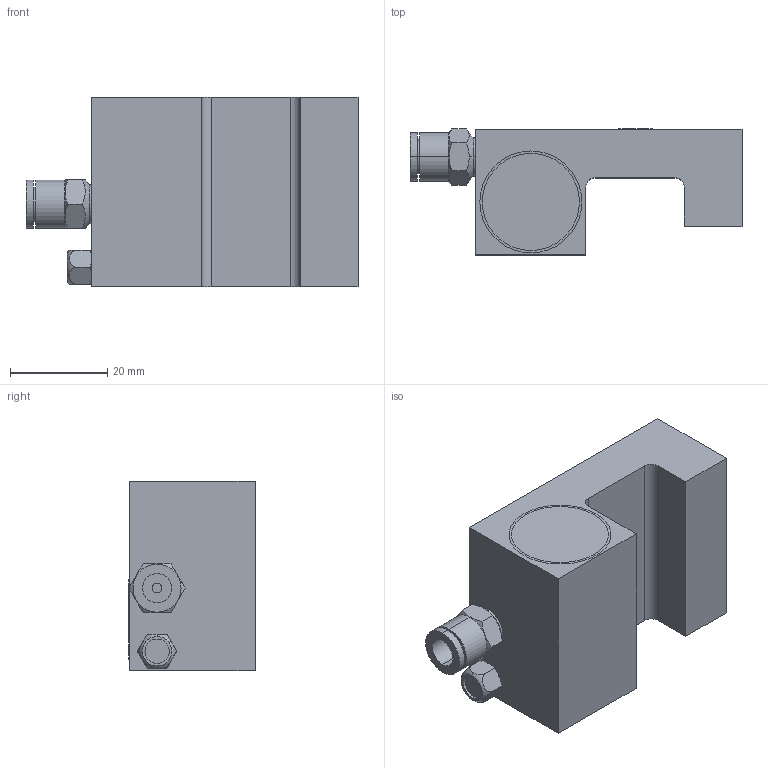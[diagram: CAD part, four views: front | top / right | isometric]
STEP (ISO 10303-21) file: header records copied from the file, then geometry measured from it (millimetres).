
FILE_DESCRIPTION (( 'STEP AP214' ), '1' );
FILE_NAME ('CPD20S.STEP', '2018-11-02T09:44:54', ( 'USER-' ), ( 'MS' ), 'SwSTEP 2.0', 'SolidWorks 2012', '' );
FILE_SCHEMA (( 'AUTOMOTIVE_DESIGN' ));
Length unit declared in the file: millimetre
Products named in the file (1): CPD20S
Bounding box: 68.4 x 26 x 39 mm (x, y, z)
Volume: 40592.4 mm3; surface area: 12191.3 mm2
Topology: 5 solids, 5 shells, 110 faces, 248 edges, 157 vertices
Faces by surface type: plane 46, cylinder 40, cone 20, torus 4
Entity records: 4648 total; most frequent: CARTESIAN_POINT 870, DIRECTION 538, ORIENTED_EDGE 492, EDGE_CURVE 246, AXIS2_PLACEMENT_3D 213, VERTEX_POINT 157, EDGE_LOOP 127, UNCERTAINTY_MEASURE_WITH_UNIT 117
